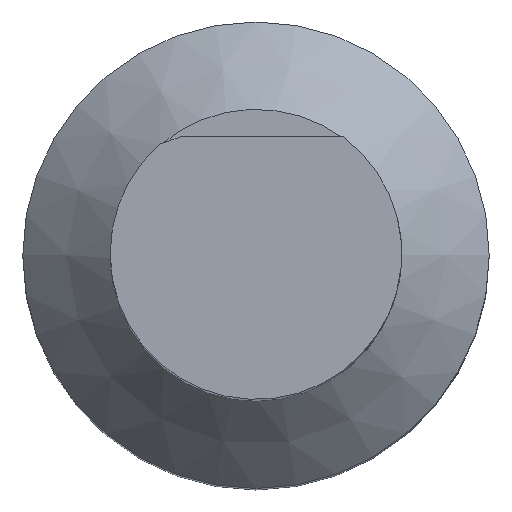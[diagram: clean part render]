
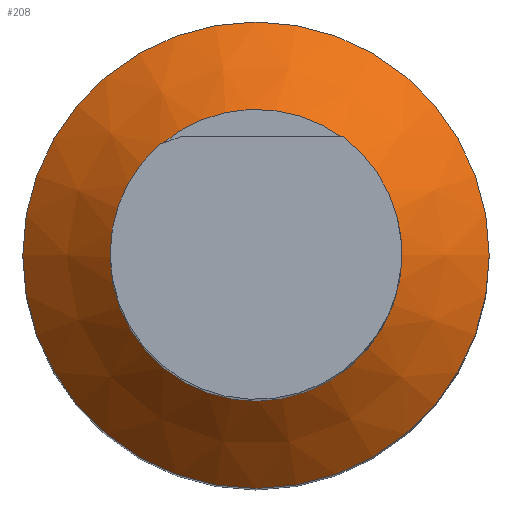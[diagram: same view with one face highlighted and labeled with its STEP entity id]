
A CAD part, top view. The second image highlights one B-rep face of the part: STEP entity #208.
In plain terms, the highlighted conical face has half-angle 45 degrees and reference radius 3.25 mm.
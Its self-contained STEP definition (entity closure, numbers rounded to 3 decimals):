
#17=CONICAL_SURFACE('',#248,3.25,0.785);
#23=CIRCLE('',#240,2.5);
#24=CIRCLE('',#241,2.5);
#29=CIRCLE('',#249,4.);
#30=CIRCLE('',#250,4.);
#31=CIRCLE('',#251,2.5);
#41=FACE_OUTER_BOUND('',#54,.T.);
#54=EDGE_LOOP('',(#159,#160,#161,#162,#163,#164,#165));
#71=LINE('',#366,#85);
#85=VECTOR('',#298,3.25);
#95=VERTEX_POINT('',#340);
#97=VERTEX_POINT('',#348);
#98=VERTEX_POINT('',#350);
#103=VERTEX_POINT('',#365);
#104=VERTEX_POINT('',#367);
#117=EDGE_CURVE('',#97,#95,#23,.T.);
#118=EDGE_CURVE('',#98,#97,#24,.T.);
#125=EDGE_CURVE('',#97,#103,#71,.T.);
#126=EDGE_CURVE('',#103,#104,#29,.T.);
#127=EDGE_CURVE('',#104,#103,#30,.T.);
#128=EDGE_CURVE('',#95,#98,#31,.T.);
#159=ORIENTED_EDGE('',*,*,#118,.T.);
#160=ORIENTED_EDGE('',*,*,#125,.T.);
#161=ORIENTED_EDGE('',*,*,#126,.T.);
#162=ORIENTED_EDGE('',*,*,#127,.T.);
#163=ORIENTED_EDGE('',*,*,#125,.F.);
#164=ORIENTED_EDGE('',*,*,#117,.T.);
#165=ORIENTED_EDGE('',*,*,#128,.T.);
#208=ADVANCED_FACE('',(#41),#17,.T.);
#240=AXIS2_PLACEMENT_3D('',#349,#278,#279);
#241=AXIS2_PLACEMENT_3D('',#351,#280,#281);
#248=AXIS2_PLACEMENT_3D('',#364,#296,#297);
#249=AXIS2_PLACEMENT_3D('',#368,#299,#300);
#250=AXIS2_PLACEMENT_3D('',#369,#301,#302);
#251=AXIS2_PLACEMENT_3D('',#370,#303,#304);
#278=DIRECTION('center_axis',(0.,0.,-1.));
#279=DIRECTION('ref_axis',(1.,0.,0.));
#280=DIRECTION('center_axis',(0.,0.,-1.));
#281=DIRECTION('ref_axis',(1.,0.,0.));
#296=DIRECTION('center_axis',(0.,0.,-1.));
#297=DIRECTION('ref_axis',(-1.,0.,0.));
#298=DIRECTION('',(0.707,0.,-0.707));
#299=DIRECTION('center_axis',(0.,0.,1.));
#300=DIRECTION('ref_axis',(-1.,0.,0.));
#301=DIRECTION('center_axis',(0.,0.,1.));
#302=DIRECTION('ref_axis',(-1.,0.,0.));
#303=DIRECTION('center_axis',(0.,0.,-1.));
#304=DIRECTION('ref_axis',(1.,0.,0.));
#340=CARTESIAN_POINT('',(-1.655,1.874,16.));
#348=CARTESIAN_POINT('',(2.5,0.,16.));
#349=CARTESIAN_POINT('Origin',(0.,0.,16.));
#350=CARTESIAN_POINT('',(1.5,2.,16.));
#351=CARTESIAN_POINT('Origin',(0.,0.,16.));
#364=CARTESIAN_POINT('Origin',(0.,0.,15.25));
#365=CARTESIAN_POINT('',(4.,0.,14.5));
#366=CARTESIAN_POINT('',(3.25,0.,15.25));
#367=CARTESIAN_POINT('',(-4.,0.,14.5));
#368=CARTESIAN_POINT('Origin',(0.,0.,14.5));
#369=CARTESIAN_POINT('Origin',(0.,0.,14.5));
#370=CARTESIAN_POINT('Origin',(0.,0.,16.));
